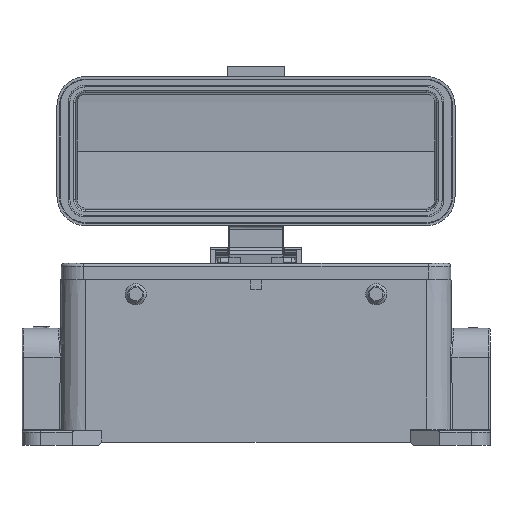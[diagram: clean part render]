
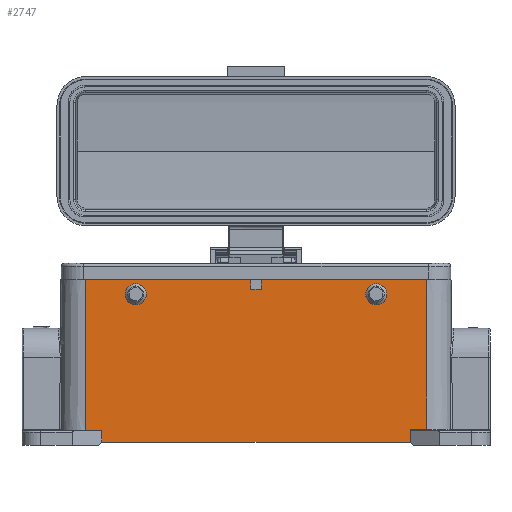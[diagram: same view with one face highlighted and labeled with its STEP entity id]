
A CAD part, left-side view. The second image highlights one B-rep face of the part: STEP entity #2747.
In plain terms, the highlighted planar face has unit normal (-1, 0, 0.009).
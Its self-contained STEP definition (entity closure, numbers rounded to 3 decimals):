
#685=FACE_BOUND('',#6332,.T.);
#686=FACE_BOUND('',#6333,.T.);
#687=FACE_BOUND('',#6334,.T.);
#815=ELLIPSE('',#27262,1.5,1.5);
#816=ELLIPSE('',#27263,1.5,1.5);
#2747=ADVANCED_FACE('',(#685,#686,#687),#4158,.T.);
#4158=PLANE('',#27264);
#6332=EDGE_LOOP('',(#10565));
#6333=EDGE_LOOP('',(#10566));
#6334=EDGE_LOOP('',(#10567,#10568,#10569,#10570,#10571,#10572,#10573,#10574,
#10575,#10576,#10577,#10578));
#10565=ORIENTED_EDGE('',*,*,#20297,.T.);
#10566=ORIENTED_EDGE('',*,*,#20298,.T.);
#10567=ORIENTED_EDGE('',*,*,#20285,.T.);
#10568=ORIENTED_EDGE('',*,*,#20299,.T.);
#10569=ORIENTED_EDGE('',*,*,#20300,.T.);
#10570=ORIENTED_EDGE('',*,*,#19885,.T.);
#10571=ORIENTED_EDGE('',*,*,#20301,.F.);
#10572=ORIENTED_EDGE('',*,*,#20302,.T.);
#10573=ORIENTED_EDGE('',*,*,#20002,.T.);
#10574=ORIENTED_EDGE('',*,*,#20009,.F.);
#10575=ORIENTED_EDGE('',*,*,#20021,.F.);
#10576=ORIENTED_EDGE('',*,*,#20024,.T.);
#10577=ORIENTED_EDGE('',*,*,#20255,.T.);
#10578=ORIENTED_EDGE('',*,*,#20296,.T.);
#17228=VERTEX_POINT('',#36991);
#17229=VERTEX_POINT('',#36993);
#17305=VERTEX_POINT('',#37450);
#17306=VERTEX_POINT('',#37452);
#17310=VERTEX_POINT('',#37464);
#17317=VERTEX_POINT('',#37495);
#17319=VERTEX_POINT('',#37500);
#17472=VERTEX_POINT('',#38212);
#17487=VERTEX_POINT('',#38366);
#17488=VERTEX_POINT('',#38368);
#17493=VERTEX_POINT('',#38395);
#17494=VERTEX_POINT('',#38397);
#17495=VERTEX_POINT('',#38399);
#17496=VERTEX_POINT('',#38402);
#19885=EDGE_CURVE('',#17229,#17228,#23696,.T.);
#20002=EDGE_CURVE('',#17306,#17305,#23751,.T.);
#20009=EDGE_CURVE('',#17310,#17305,#23756,.T.);
#20021=EDGE_CURVE('',#17317,#17310,#23764,.T.);
#20024=EDGE_CURVE('',#17317,#17319,#23767,.T.);
#20255=EDGE_CURVE('',#17319,#17472,#23908,.T.);
#20285=EDGE_CURVE('',#17488,#17487,#23923,.T.);
#20296=EDGE_CURVE('',#17472,#17488,#23926,.T.);
#20297=EDGE_CURVE('',#17493,#17493,#815,.T.);
#20298=EDGE_CURVE('',#17494,#17494,#816,.T.);
#20299=EDGE_CURVE('',#17487,#17495,#23927,.T.);
#20300=EDGE_CURVE('',#17495,#17229,#23928,.T.);
#20301=EDGE_CURVE('',#17496,#17228,#23929,.T.);
#20302=EDGE_CURVE('',#17496,#17306,#23930,.T.);
#23696=LINE('',#36992,#25341);
#23751=LINE('',#37451,#25396);
#23756=LINE('',#37465,#25401);
#23764=LINE('',#37494,#25409);
#23767=LINE('',#37501,#25412);
#23908=LINE('',#38213,#25553);
#23923=LINE('',#38367,#25568);
#23926=LINE('',#38392,#25571);
#23927=LINE('',#38398,#25572);
#23928=LINE('',#38400,#25573);
#23929=LINE('',#38401,#25574);
#23930=LINE('',#38403,#25575);
#25341=VECTOR('',#29997,1.);
#25396=VECTOR('',#30210,1.);
#25401=VECTOR('',#30223,1.);
#25409=VECTOR('',#30249,1.);
#25412=VECTOR('',#30254,1.);
#25553=VECTOR('',#30637,1.);
#25568=VECTOR('',#30690,1.);
#25571=VECTOR('',#30719,1.);
#25572=VECTOR('',#30726,1.);
#25573=VECTOR('',#30727,1.);
#25574=VECTOR('',#30728,1.);
#25575=VECTOR('',#30729,1.);
#27262=AXIS2_PLACEMENT_3D('',#38394,#30722,#30723);
#27263=AXIS2_PLACEMENT_3D('',#38396,#30724,#30725);
#27264=AXIS2_PLACEMENT_3D('',#38404,#30730,#30731);
#29997=DIRECTION('',(0.,1.,0.));
#30210=DIRECTION('',(-0.009,0.,-1.));
#30223=DIRECTION('',(0.,1.,0.));
#30249=DIRECTION('',(0.009,0.,1.));
#30254=DIRECTION('',(0.,-1.,0.));
#30637=DIRECTION('',(0.009,0.,1.));
#30690=DIRECTION('',(0.009,0.,1.));
#30719=DIRECTION('',(0.,-1.,0.));
#30722=DIRECTION('',(1.,0.,-0.009));
#30723=DIRECTION('',(-0.009,0.,-1.));
#30724=DIRECTION('',(1.,0.,-0.009));
#30725=DIRECTION('',(-0.009,0.,-1.));
#30726=DIRECTION('',(0.,1.,0.));
#30727=DIRECTION('',(-0.009,0.,-1.));
#30728=DIRECTION('',(-0.009,0.,-1.));
#30729=DIRECTION('',(0.,1.,0.));
#30730=DIRECTION('',(-1.,0.,0.009));
#30731=DIRECTION('',(0.,1.,0.));
#36991=CARTESIAN_POINT('',(-21.526,1.6,48.));
#36992=CARTESIAN_POINT('',(-21.526,-1.6,48.));
#36993=CARTESIAN_POINT('',(-21.526,-1.6,48.));
#37450=CARTESIAN_POINT('',(-21.906,52.5,4.5));
#37451=CARTESIAN_POINT('',(-21.5,52.5,51.));
#37452=CARTESIAN_POINT('',(-21.5,52.5,51.));
#37464=CARTESIAN_POINT('',(-21.906,47.5,4.5));
#37465=CARTESIAN_POINT('',(-21.906,47.5,4.5));
#37494=CARTESIAN_POINT('',(-21.936,47.5,1.));
#37495=CARTESIAN_POINT('',(-21.936,47.5,1.));
#37500=CARTESIAN_POINT('',(-21.936,-47.5,1.));
#37501=CARTESIAN_POINT('',(-21.936,47.5,1.));
#38212=CARTESIAN_POINT('',(-21.901,-47.5,4.996));
#38213=CARTESIAN_POINT('',(-21.936,-47.5,1.));
#38366=CARTESIAN_POINT('',(-21.5,-52.5,51.));
#38367=CARTESIAN_POINT('',(-21.901,-52.5,4.996));
#38368=CARTESIAN_POINT('',(-21.901,-52.5,4.996));
#38392=CARTESIAN_POINT('',(-21.901,-47.5,4.996));
#38394=CARTESIAN_POINT('',(-21.539,37.,46.5));
#38395=CARTESIAN_POINT('',(-21.552,37.,45.));
#38396=CARTESIAN_POINT('',(-21.539,-37.,46.5));
#38397=CARTESIAN_POINT('',(-21.552,-37.,45.));
#38398=CARTESIAN_POINT('',(-21.5,-52.5,51.));
#38399=CARTESIAN_POINT('',(-21.5,-1.6,51.));
#38400=CARTESIAN_POINT('',(-21.5,-1.6,51.));
#38401=CARTESIAN_POINT('',(-21.5,1.6,51.));
#38402=CARTESIAN_POINT('',(-21.5,1.6,51.));
#38403=CARTESIAN_POINT('',(-21.5,1.6,51.));
#38404=CARTESIAN_POINT('',(-21.5,55.148,51.));
